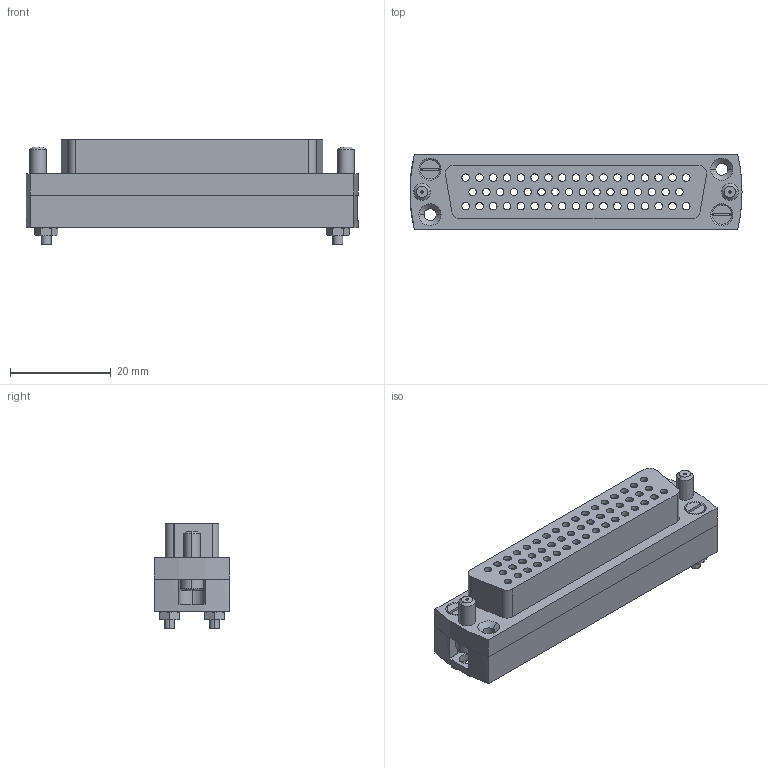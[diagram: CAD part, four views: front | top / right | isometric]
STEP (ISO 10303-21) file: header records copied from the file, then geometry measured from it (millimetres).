
FILE_DESCRIPTION (( 'STEP AP214' ), '1' );
FILE_NAME ('211-FS50-UHV.STEP', '2019-09-11T08:20:00', ( 'allectra' ), ( 'Microsoft' ), 'SwSTEP 2.0', 'SolidWorks 2014', '' );
FILE_SCHEMA (( 'AUTOMOTIVE_DESIGN' ));
Length unit declared in the file: millimetre
Products named in the file (6): Hexagon Nut ISO 4032 - M2 - D - N_Hexagon Nut ISO 4032 - M2 - D - N; ISO 2009 - M2 x 14 --- 14C_ISO 2009 - M2 x 14 --- 14C; 903-SCREW-4-40-3_8-B; 9211-FSX-UHV-BP_9211-FS50-UHV-BP; 9211-FSX-UHV-FP_9211-FS50-UHV-FP; 211-FS50-UHV
Assembly tree (8 placements, depth 2):
  211-FS50-UHV
    9211-FSX-UHV-FP_9211-FS50-UHV-FP
    9211-FSX-UHV-BP_9211-FS50-UHV-BP
    903-SCREW-4-40-3_8-B  x2
    ISO 2009 - M2 x 14 --- 14C_ISO 2009 - M2 x 14 --- 14C  x2
    Hexagon Nut ISO 4032 - M2 - D - N_Hexagon Nut ISO 4032 - M2 - D - N  x2
Bounding box: 65.99 x 15 x 20.8 mm (x, y, z)
Volume: 11210.8 mm3; surface area: 12428.5 mm2
Topology: 8 solids, 8 shells, 833 faces, 1932 edges, 1168 vertices
Faces by surface type: cylinder 466, cone 248, plane 111, torus 8
Entity records: 22978 total; most frequent: DIRECTION 4388, CARTESIAN_POINT 3813, ORIENTED_EDGE 3604, AXIS2_PLACEMENT_3D 1833, EDGE_CURVE 1802, VERTEX_POINT 1090, EDGE_LOOP 1054, CIRCLE 1048
